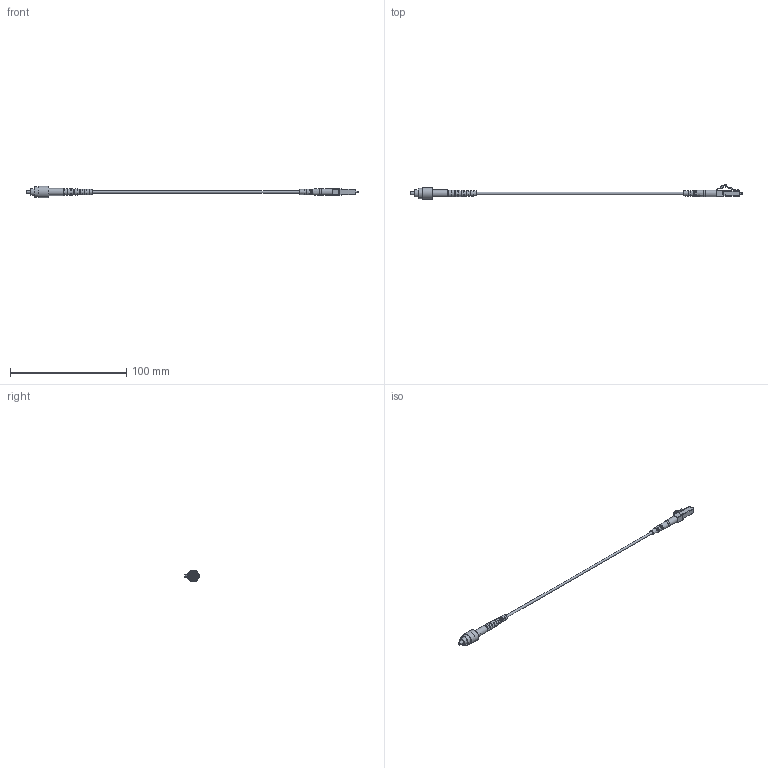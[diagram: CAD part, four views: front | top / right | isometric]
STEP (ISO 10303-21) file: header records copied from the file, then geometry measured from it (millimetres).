
FILE_DESCRIPTION (( 'STEP AP214' ), '1' );
FILE_NAME ('FCA-S2SZ-FCALCU.step', '2022-11-03T03:45:24', ( '' ), ( '' ), 'SwSTEP 2.0', 'SolidWorks 2022', '' );
FILE_SCHEMA (( 'AUTOMOTIVE_DESIGN' ));
Length unit declared in the file: inch
Products named in the file (6): Fiber Coax^FCA-S2SZ-FCALCU; 1AF02-003-MA1^LC-UPC CONN_FCA-S2SZ-FCALCU; FC-APC CONN^FCA-S2SZ-FCALCU; LC-UPC CONN^FCA-S2SZ-FCALCU; 1AF02-003-MA2^LC-UPC CONN_FCA-S2SZ-FCALCU; FCA-S2SZ-FCALCU
Assembly tree (5 placements, depth 3):
  FCA-S2SZ-FCALCU
    Fiber Coax^FCA-S2SZ-FCALCU
    FC-APC CONN^FCA-S2SZ-FCALCU
    LC-UPC CONN^FCA-S2SZ-FCALCU
      1AF02-003-MA1^LC-UPC CONN_FCA-S2SZ-FCALCU
      1AF02-003-MA2^LC-UPC CONN_FCA-S2SZ-FCALCU
Bounding box: 285.24 x 12.48 x 10 mm (x, y, z)
Volume: 2324.5 mm3; surface area: 5644 mm2
Topology: 5 solids, 7 shells, 371 faces, 964 edges, 599 vertices
Faces by surface type: plane 188, cylinder 126, sphere 22, cone 18, torus 16, bspline 1
Full cylindrical faces by diameter (mm): 0.122 x1, 1.27 x1, 1.397 x1, 2 x1, 2.159 x2, 2.5 x1, 2.87 x2, 3.008 x1, 3.048 x4, 3.175 x1, 3.556 x1, 3.693 x1, 3.81 x2, 4.242 x1, 4.369 x1, 4.445 x1, 4.572 x1, 4.953 x1, 5.08 x1, 5.232 x1, 5.283 x1, 5.588 x1, 5.969 x1, 6.096 x1, 7.112 x1, 8.255 x1, 9.017 x2, 10 x1
Entity records: 13486 total; most frequent: CARTESIAN_POINT 2617, DIRECTION 1774, ORIENTED_EDGE 1658, EDGE_CURVE 829, AXIS2_PLACEMENT_3D 720, VERTEX_POINT 553, EDGE_LOOP 516, FACE_OUTER_BOUND 408
